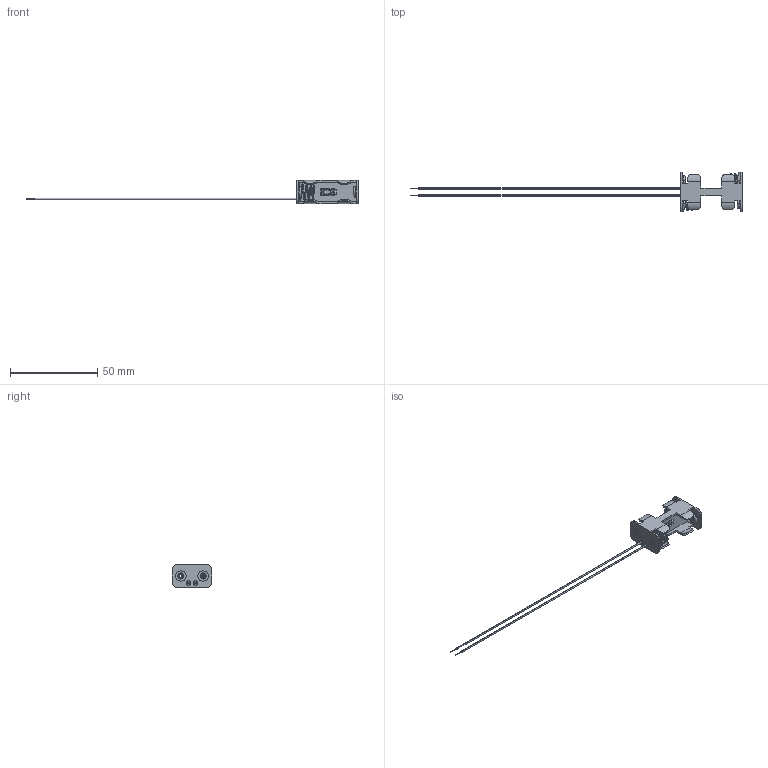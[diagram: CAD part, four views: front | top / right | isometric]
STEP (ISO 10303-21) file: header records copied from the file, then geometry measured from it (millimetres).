
FILE_DESCRIPTION (( 'STEP AP214' ), '1' );
FILE_NAME ('BH12NW.STEP', '2019-12-04T13:56:56', ( '' ), ( '' ), 'SwSTEP 2.0', 'SolidWorks 2017', '' );
FILE_SCHEMA (( 'AUTOMOTIVE_DESIGN' ));
Length unit declared in the file: millimetre
Products named in the file (1): BH12NW
Bounding box: 190.18 x 22.66 x 13.21 mm (x, y, z)
Volume: 2257.9 mm3; surface area: 6211.7 mm2
Topology: 9 solids, 9 shells, 342 faces, 830 edges, 540 vertices
Faces by surface type: plane 170, cylinder 124, torus 40, bspline 8
Entity records: 15078 total; most frequent: CARTESIAN_POINT 6725, DIRECTION 1762, ORIENTED_EDGE 1660, EDGE_CURVE 830, AXIS2_PLACEMENT_3D 649, VERTEX_POINT 540, LINE 464, VECTOR 464
